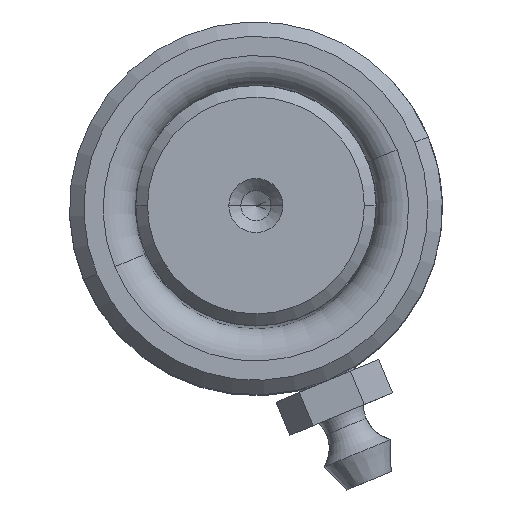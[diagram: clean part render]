
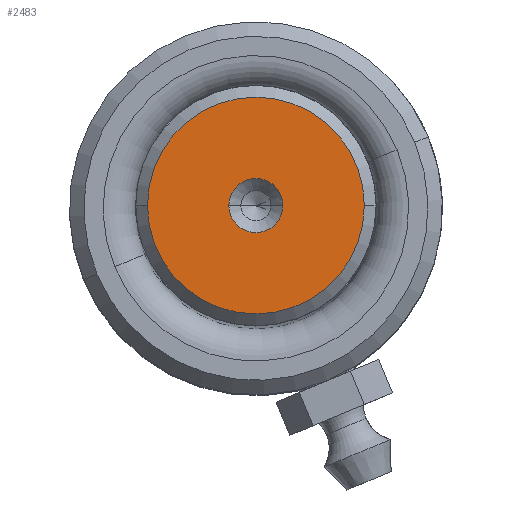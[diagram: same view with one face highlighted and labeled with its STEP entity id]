
A CAD part, top view. The second image highlights one B-rep face of the part: STEP entity #2483.
In plain terms, the highlighted planar face has unit normal (0, 0, 1).
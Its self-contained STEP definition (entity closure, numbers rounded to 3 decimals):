
#94 = EDGE_CURVE ( 'NONE', #4742, #3526, #187, .T. ) ;
#187 = CIRCLE ( 'NONE', #331, 9.009 ) ;
#331 = AXIS2_PLACEMENT_3D ( 'NONE', #4923, #4354, #6019 ) ;
#375 = CARTESIAN_POINT ( 'NONE',  ( 0., 0., 180. ) ) ;
#428 = ORIENTED_EDGE ( 'NONE', *, *, #2989, .T. ) ;
#442 = DIRECTION ( 'NONE',  ( 1., 0., 0. ) ) ;
#721 = DIRECTION ( 'NONE',  ( 0., 0., 1. ) ) ;
#906 = DIRECTION ( 'NONE',  ( 1., 0., 0. ) ) ;
#929 = ORIENTED_EDGE ( 'NONE', *, *, #3705, .F. ) ;
#1081 = CARTESIAN_POINT ( 'NONE',  ( -9.009, 0., 180. ) ) ;
#1391 = VERTEX_POINT ( 'NONE', #6368 ) ;
#1561 = DIRECTION ( 'NONE',  ( 0., 0., 1. ) ) ;
#2078 = FACE_OUTER_BOUND ( 'NONE', #6110, .T. ) ;
#2483 = ADVANCED_FACE ( 'NONE', ( #6814, #2078 ), #4173, .T. ) ;
#2488 = VERTEX_POINT ( 'NONE', #6883 ) ;
#2659 = CARTESIAN_POINT ( 'NONE',  ( 0., 0., 180. ) ) ;
#2910 = DIRECTION ( 'NONE',  ( 1., 0., 0. ) ) ;
#2989 = EDGE_CURVE ( 'NONE', #3526, #4742, #3353, .T. ) ;
#3033 = AXIS2_PLACEMENT_3D ( 'NONE', #4257, #1561, #3190 ) ;
#3190 = DIRECTION ( 'NONE',  ( 1., 0., 0. ) ) ;
#3197 = DIRECTION ( 'NONE',  ( 0., 0., 1. ) ) ;
#3353 = CIRCLE ( 'NONE', #3652, 9.009 ) ;
#3436 = CIRCLE ( 'NONE', #3033, 2.25 ) ;
#3526 = VERTEX_POINT ( 'NONE', #4333 ) ;
#3638 = DIRECTION ( 'NONE',  ( 0., 0., 1. ) ) ;
#3652 = AXIS2_PLACEMENT_3D ( 'NONE', #2659, #3197, #442 ) ;
#3705 = EDGE_CURVE ( 'NONE', #1391, #2488, #3436, .T. ) ;
#3966 = CARTESIAN_POINT ( 'NONE',  ( 0., 0., 180. ) ) ;
#4173 = PLANE ( 'NONE',  #5987 ) ;
#4257 = CARTESIAN_POINT ( 'NONE',  ( 0., 0., 180. ) ) ;
#4271 = CIRCLE ( 'NONE', #4278, 2.25 ) ;
#4278 = AXIS2_PLACEMENT_3D ( 'NONE', #3966, #721, #2910 ) ;
#4333 = CARTESIAN_POINT ( 'NONE',  ( 9.009, 0., 180. ) ) ;
#4354 = DIRECTION ( 'NONE',  ( 0., 0., 1. ) ) ;
#4742 = VERTEX_POINT ( 'NONE', #1081 ) ;
#4923 = CARTESIAN_POINT ( 'NONE',  ( 0., 0., 180. ) ) ;
#4956 = ORIENTED_EDGE ( 'NONE', *, *, #94, .T. ) ;
#5042 = ORIENTED_EDGE ( 'NONE', *, *, #6825, .F. ) ;
#5421 = EDGE_LOOP ( 'NONE', ( #929, #5042 ) ) ;
#5987 = AXIS2_PLACEMENT_3D ( 'NONE', #375, #3638, #906 ) ;
#6019 = DIRECTION ( 'NONE',  ( 1., 0., 0. ) ) ;
#6110 = EDGE_LOOP ( 'NONE', ( #4956, #428 ) ) ;
#6368 = CARTESIAN_POINT ( 'NONE',  ( 2.25, 0., 180. ) ) ;
#6814 = FACE_BOUND ( 'NONE', #5421, .T. ) ;
#6825 = EDGE_CURVE ( 'NONE', #2488, #1391, #4271, .T. ) ;
#6883 = CARTESIAN_POINT ( 'NONE',  ( -2.25, 0., 180. ) ) ;
